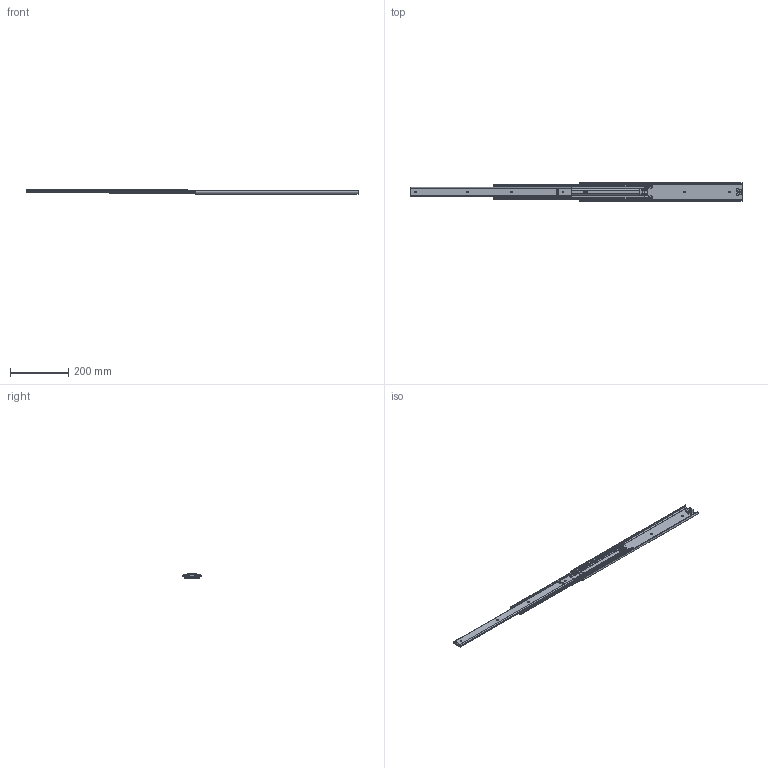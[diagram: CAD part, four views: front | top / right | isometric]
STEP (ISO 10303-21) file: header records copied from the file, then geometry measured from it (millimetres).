
FILE_DESCRIPTION (( 'STEP AP203' ), '1' );
FILE_NAME ('C630-22.STEP', '2020-05-25T07:03:51', ( '' ), ( '' ), 'SwSTEP 2.0', 'SolidWorks 2019', '' );
FILE_SCHEMA (( 'CONFIG_CONTROL_DESIGN' ));
Length unit declared in the file: millimetre
Products named in the file (9): C630-22 IM; PN20E; PN68; PN48B; C630-22 OM; C630-22; PN161A; C630-22 CM; PN160A
Assembly tree (10 placements, depth 2):
  C630-22
    C630-22 OM
    PN161A  x2
    PN20E
    C630-22 CM
    PN160A  x2
    PN48B
    C630-22 IM
    PN68
Bounding box: 1143.34 x 63 x 16 mm (x, y, z)
Volume: 222464.4 mm3; surface area: 252663.6 mm2
Topology: 10 solids, 10 shells, 634 faces, 1830 edges, 1207 vertices
Faces by surface type: plane 392, cylinder 240, cone 2
Entity records: 20433 total; most frequent: CARTESIAN_POINT 3912, ORIENTED_EDGE 3378, DIRECTION 3155, EDGE_CURVE 1689, LINE 1167, VECTOR 1167, VERTEX_POINT 1113, AXIS2_PLACEMENT_3D 994
